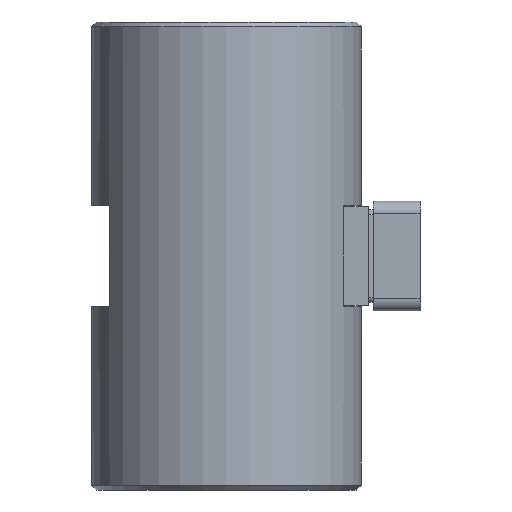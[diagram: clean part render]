
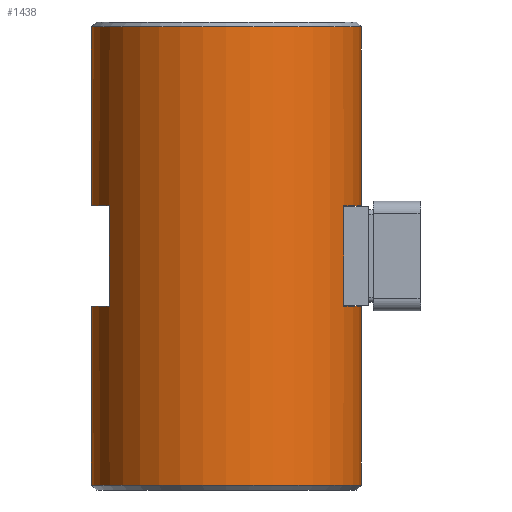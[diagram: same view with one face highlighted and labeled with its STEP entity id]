
A CAD part, front view. The second image highlights one B-rep face of the part: STEP entity #1438.
In plain terms, the highlighted cylindrical face has radius 34.798 mm (diameter 69.596 mm), a full revolution.
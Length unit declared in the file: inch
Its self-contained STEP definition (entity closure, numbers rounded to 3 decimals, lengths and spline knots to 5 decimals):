
#1303=CARTESIAN_POINT('',(1.37,0.,-2.325));
#1304=VERTEX_POINT('',#1303);
#1305=CARTESIAN_POINT('',(0.,0.0,-2.325));
#1306=DIRECTION('',(0.0,0.0,-1.0));
#1307=DIRECTION('',(-1.0,0.0,0.0));
#1308=AXIS2_PLACEMENT_3D('',#1305,#1306,#1307);
#1309=CIRCLE('',#1308,1.37);
#1310=EDGE_CURVE('',#1304,#1304,#1309,.T.);
#1315=CARTESIAN_POINT('',(0.,0.0,-2.375));
#1316=DIRECTION('',(0.0,0.0,1.0));
#1317=DIRECTION('',(1.0,0.0,0.0));
#1318=AXIS2_PLACEMENT_3D('',#1315,#1316,#1317);
#1319=CYLINDRICAL_SURFACE('',#1318,1.37);
#1320=ORIENTED_EDGE('',*,*,#1310,.F.);
#1321=EDGE_LOOP('',(#1320));
#1322=FACE_OUTER_BOUND('',#1321,.T.);
#1323=CARTESIAN_POINT('',(1.19,0.67882,-0.5125));
#1324=VERTEX_POINT('',#1323);
#1325=CARTESIAN_POINT('',(1.19,-0.67882,-0.5125));
#1326=VERTEX_POINT('',#1325);
#1327=CARTESIAN_POINT('',(0.,0.0,-0.5125));
#1328=DIRECTION('',(0.0,0.0,-1.0));
#1329=DIRECTION('',(1.0,0.0,0.0));
#1330=AXIS2_PLACEMENT_3D('',#1327,#1328,#1329);
#1331=CIRCLE('',#1330,1.37);
#1332=EDGE_CURVE('',#1324,#1326,#1331,.T.);
#1333=ORIENTED_EDGE('',*,*,#1332,.T.);
#1334=CARTESIAN_POINT('',(1.19,-0.67882,0.5125));
#1335=VERTEX_POINT('',#1334);
#1336=CARTESIAN_POINT('',(1.19,-0.67882,-0.5125));
#1337=DIRECTION('',(0.0,0.0,1.0));
#1338=VECTOR('',#1337,1.025);
#1339=LINE('',#1336,#1338);
#1340=EDGE_CURVE('',#1326,#1335,#1339,.T.);
#1341=ORIENTED_EDGE('',*,*,#1340,.T.);
#1342=CARTESIAN_POINT('',(1.19,0.67882,0.5125));
#1343=VERTEX_POINT('',#1342);
#1344=CARTESIAN_POINT('',(0.,0.0,0.5125));
#1345=DIRECTION('',(0.0,0.0,1.0));
#1346=DIRECTION('',(1.0,0.0,0.0));
#1347=AXIS2_PLACEMENT_3D('',#1344,#1345,#1346);
#1348=CIRCLE('',#1347,1.37);
#1349=EDGE_CURVE('',#1335,#1343,#1348,.T.);
#1350=ORIENTED_EDGE('',*,*,#1349,.T.);
#1351=CARTESIAN_POINT('',(1.19,0.67882,0.5125));
#1352=DIRECTION('',(0.0,0.0,-1.0));
#1353=VECTOR('',#1352,1.025);
#1354=LINE('',#1351,#1353);
#1355=EDGE_CURVE('',#1343,#1324,#1354,.T.);
#1356=ORIENTED_EDGE('',*,*,#1355,.T.);
#1357=EDGE_LOOP('',(#1333,#1341,#1350,#1356));
#1358=FACE_BOUND('',#1357,.T.);
#1359=CARTESIAN_POINT('',(-1.19,-0.67882,-0.5125));
#1360=VERTEX_POINT('',#1359);
#1361=CARTESIAN_POINT('',(-1.19,0.67882,-0.5125));
#1362=VERTEX_POINT('',#1361);
#1363=CARTESIAN_POINT('',(0.,0.0,-0.5125));
#1364=DIRECTION('',(0.0,0.0,-1.0));
#1365=DIRECTION('',(1.0,0.0,0.0));
#1366=AXIS2_PLACEMENT_3D('',#1363,#1364,#1365);
#1367=CIRCLE('',#1366,1.37);
#1368=EDGE_CURVE('',#1360,#1362,#1367,.T.);
#1369=ORIENTED_EDGE('',*,*,#1368,.T.);
#1370=CARTESIAN_POINT('',(-1.19,0.67882,-0.5));
#1371=VERTEX_POINT('',#1370);
#1372=CARTESIAN_POINT('',(-1.19,0.67882,-0.5125));
#1373=DIRECTION('',(0.,0.,1.0));
#1374=VECTOR('',#1373,0.0125);
#1375=LINE('',#1372,#1374);
#1376=EDGE_CURVE('',#1362,#1371,#1375,.T.);
#1377=ORIENTED_EDGE('',*,*,#1376,.T.);
#1378=CARTESIAN_POINT('',(-1.19,0.67882,0.5));
#1379=VERTEX_POINT('',#1378);
#1380=CARTESIAN_POINT('',(-1.19,0.67882,-0.5));
#1381=DIRECTION('',(0.0,0.0,1.0));
#1382=VECTOR('',#1381,1.0);
#1383=LINE('',#1380,#1382);
#1384=EDGE_CURVE('',#1371,#1379,#1383,.T.);
#1385=ORIENTED_EDGE('',*,*,#1384,.T.);
#1386=CARTESIAN_POINT('',(-1.19,0.67882,0.5125));
#1387=VERTEX_POINT('',#1386);
#1388=CARTESIAN_POINT('',(-1.19,0.67882,0.5));
#1389=DIRECTION('',(0.,0.,1.0));
#1390=VECTOR('',#1389,0.0125);
#1391=LINE('',#1388,#1390);
#1392=EDGE_CURVE('',#1379,#1387,#1391,.T.);
#1393=ORIENTED_EDGE('',*,*,#1392,.T.);
#1394=CARTESIAN_POINT('',(-1.19,-0.67882,0.5125));
#1395=VERTEX_POINT('',#1394);
#1396=CARTESIAN_POINT('',(0.,0.0,0.5125));
#1397=DIRECTION('',(0.0,0.0,1.0));
#1398=DIRECTION('',(1.0,0.0,0.0));
#1399=AXIS2_PLACEMENT_3D('',#1396,#1397,#1398);
#1400=CIRCLE('',#1399,1.37);
#1401=EDGE_CURVE('',#1387,#1395,#1400,.T.);
#1402=ORIENTED_EDGE('',*,*,#1401,.T.);
#1403=CARTESIAN_POINT('',(-1.19,-0.67882,0.5));
#1404=VERTEX_POINT('',#1403);
#1405=CARTESIAN_POINT('',(-1.19,-0.67882,0.5125));
#1406=DIRECTION('',(0.,0.,-1.0));
#1407=VECTOR('',#1406,0.0125);
#1408=LINE('',#1405,#1407);
#1409=EDGE_CURVE('',#1395,#1404,#1408,.T.);
#1410=ORIENTED_EDGE('',*,*,#1409,.T.);
#1411=CARTESIAN_POINT('',(-1.19,-0.67882,-0.5));
#1412=VERTEX_POINT('',#1411);
#1413=CARTESIAN_POINT('',(-1.19,-0.67882,0.5));
#1414=DIRECTION('',(0.0,0.0,-1.0));
#1415=VECTOR('',#1414,1.0);
#1416=LINE('',#1413,#1415);
#1417=EDGE_CURVE('',#1404,#1412,#1416,.T.);
#1418=ORIENTED_EDGE('',*,*,#1417,.T.);
#1419=CARTESIAN_POINT('',(-1.19,-0.67882,-0.5));
#1420=DIRECTION('',(0.,0.,-1.0));
#1421=VECTOR('',#1420,0.0125);
#1422=LINE('',#1419,#1421);
#1423=EDGE_CURVE('',#1412,#1360,#1422,.T.);
#1424=ORIENTED_EDGE('',*,*,#1423,.T.);
#1425=EDGE_LOOP('',(#1369,#1377,#1385,#1393,#1402,#1410,#1418,#1424));
#1426=FACE_BOUND('',#1425,.T.);
#1427=CARTESIAN_POINT('',(-1.37,0.0,2.325));
#1428=VERTEX_POINT('',#1427);
#1429=CARTESIAN_POINT('',(0.,0.0,2.325));
#1430=DIRECTION('',(0.0,0.0,1.0));
#1431=DIRECTION('',(-1.0,0.0,0.0));
#1432=AXIS2_PLACEMENT_3D('',#1429,#1430,#1431);
#1433=CIRCLE('',#1432,1.37);
#1434=EDGE_CURVE('',#1428,#1428,#1433,.T.);
#1435=ORIENTED_EDGE('',*,*,#1434,.F.);
#1436=EDGE_LOOP('',(#1435));
#1437=FACE_BOUND('',#1436,.T.);
#1438=ADVANCED_FACE('',(#1322,#1358,#1426,#1437),#1319,.T.);
